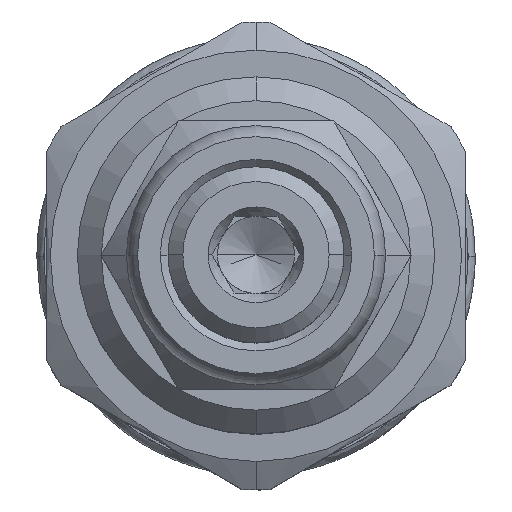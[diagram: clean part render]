
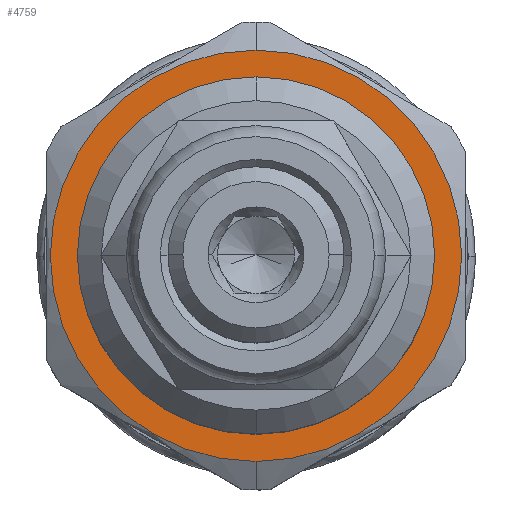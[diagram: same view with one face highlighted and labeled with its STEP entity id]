
A CAD part, top view. The second image highlights one B-rep face of the part: STEP entity #4759.
In plain terms, the highlighted planar face has unit normal (0, 0, 1).
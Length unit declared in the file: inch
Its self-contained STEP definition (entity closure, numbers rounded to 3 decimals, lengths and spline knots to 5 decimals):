
#1008=CARTESIAN_POINT('',(0.,0.,2.533));
#1009=DIRECTION('',(0.,0.,1.));
#1010=DIRECTION('',(0.,-1.,0.));
#1011=AXIS2_PLACEMENT_3D('',#1008,#1009,#1010);
#1013=CARTESIAN_POINT('',(0.,0.,2.533));
#1014=DIRECTION('',(0.,0.,-1.));
#1015=DIRECTION('',(0.,-1.,0.));
#1016=AXIS2_PLACEMENT_3D('',#1013,#1014,#1015);
#1022=CARTESIAN_POINT('',(0.,0.,2.533));
#1023=DIRECTION('',(0.,0.,-1.));
#1024=DIRECTION('',(0.,-1.,0.));
#1025=AXIS2_PLACEMENT_3D('',#1022,#1023,#1024);
#1233=CARTESIAN_POINT('',(0.,0.,2.533));
#1234=DIRECTION('',(0.,0.,1.));
#1235=DIRECTION('',(0.,-1.,0.));
#1236=AXIS2_PLACEMENT_3D('',#1233,#1234,#1235);
#3085=CARTESIAN_POINT('',(0.,-0.43,2.533));
#3087=VERTEX_POINT('',#3085);
#3089=CARTESIAN_POINT('',(0.,0.43,2.533));
#3091=VERTEX_POINT('',#3089);
#3093=CARTESIAN_POINT('',(0.,-0.3735,2.533));
#3094=CARTESIAN_POINT('',(0.,0.3735,2.533));
#3095=VERTEX_POINT('',#3093);
#3096=VERTEX_POINT('',#3094);
#4744=CARTESIAN_POINT('',(0.,0.,2.533));
#4745=DIRECTION('',(0.,0.,1.));
#4746=DIRECTION('',(0.,-1.,0.));
#4747=AXIS2_PLACEMENT_3D('',#4744,#4745,#4746);
#4748=PLANE('',#4747);
#4750=ORIENTED_EDGE('',*,*,#4749,.T.);
#4752=ORIENTED_EDGE('',*,*,#4751,.F.);
#4753=EDGE_LOOP('',(#4750,#4752));
#4754=FACE_OUTER_BOUND('',#4753,.F.);
#4755=ORIENTED_EDGE('',*,*,#4709,.T.);
#4756=ORIENTED_EDGE('',*,*,#4737,.F.);
#4757=EDGE_LOOP('',(#4755,#4756));
#4758=FACE_BOUND('',#4757,.F.);
#4759=ADVANCED_FACE('',(#4754,#4758),#4748,.T.);
#1012=CIRCLE('',#1011,0.3735);
#1017=CIRCLE('',#1016,0.3735);
#1026=CIRCLE('',#1025,0.43);
#1237=CIRCLE('',#1236,0.43);
#4709=EDGE_CURVE('',#3095,#3096,#1012,.T.);
#4737=EDGE_CURVE('',#3095,#3096,#1017,.T.);
#4749=EDGE_CURVE('',#3087,#3091,#1026,.T.);
#4751=EDGE_CURVE('',#3087,#3091,#1237,.T.);
